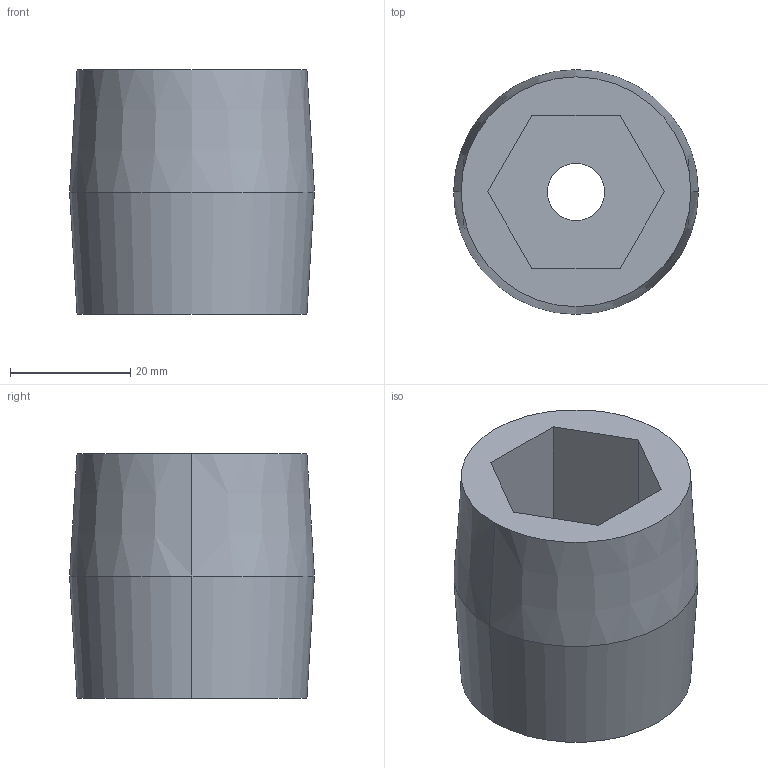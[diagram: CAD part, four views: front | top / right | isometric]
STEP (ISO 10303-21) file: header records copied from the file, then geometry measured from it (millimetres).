
FILE_DESCRIPTION((''),'2;1');
FILE_NAME('couplinghousing.stp','2004-01-16T18:59:50',('Administrator'),(''),'Autodesk Inventor (tm) 5.0','Autodesk Inventor (tm) 5.0','');
FILE_SCHEMA(('CONFIG_CONTROL_DESIGN'));
Length unit declared in the file: inch
Products named in the file (1): couplinghousing
Bounding box: 40.64 x 40.64 x 40.64 mm (x, y, z)
Volume: 28087.5 mm3; surface area: 10611.6 mm2
Topology: 1 solids, 1 shells, 22 faces, 52 edges, 34 vertices
Faces by surface type: bspline 12, plane 8, cone 2
Entity records: 783 total; most frequent: CARTESIAN_POINT 201, ORIENTED_EDGE 104, DIRECTION 84, EDGE_CURVE 52, VECTOR 42, LINE 42, VERTEX_POINT 34, EDGE_LOOP 26
